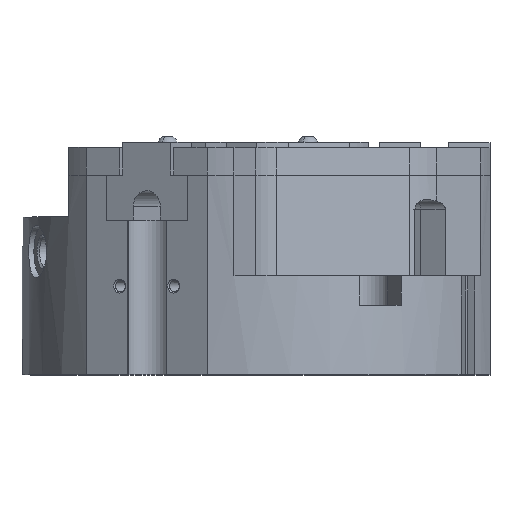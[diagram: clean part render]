
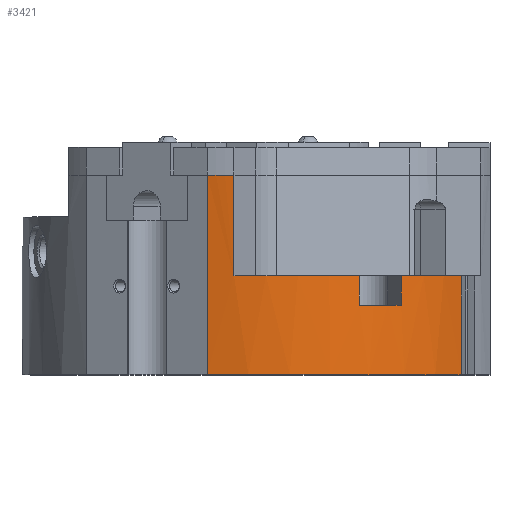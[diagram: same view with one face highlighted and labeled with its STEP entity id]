
A CAD part, top view. The second image highlights one B-rep face of the part: STEP entity #3421.
In plain terms, the highlighted cylindrical face has radius 69 mm (diameter 138 mm), a partial arc.
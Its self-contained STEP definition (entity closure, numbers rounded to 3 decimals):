
#2621 = VERTEX_POINT( '', #7354 );
#2793 = VERTEX_POINT( '', #7546 );
#2877 = EDGE_CURVE( '', #4747, #5885, #7645, .T. );
#3253 = VERTEX_POINT( '', #8065 );
#3307 = VERTEX_POINT( '', #8125 );
#3421 = ADVANCED_FACE( '', ( #8250 ), #8251, .T. );
#3525 = EDGE_CURVE( '', #4403, #3307, #8363, .T. );
#3809 = VERTEX_POINT( '', #8682 );
#3839 = EDGE_CURVE( '', #3809, #4747, #8715, .T. );
#3969 = VERTEX_POINT( '', #8856 );
#4137 = EDGE_CURVE( '', #3307, #3969, #9042, .T. );
#4155 = EDGE_CURVE( '', #3969, #3253, #9060, .T. );
#4403 = VERTEX_POINT( '', #9336 );
#4459 = EDGE_CURVE( '', #3253, #6571, #9396, .T. );
#4503 = EDGE_CURVE( '', #5885, #4403, #9443, .T. );
#4747 = VERTEX_POINT( '', #9709 );
#4967 = EDGE_CURVE( '', #6571, #2621, #9946, .T. );
#5267 = EDGE_CURVE( '', #2621, #2793, #10285, .T. );
#5885 = VERTEX_POINT( '', #10970 );
#6413 = EDGE_CURVE( '', #3809, #2793, #11554, .T. );
#6571 = VERTEX_POINT( '', #11726 );
#7354 = CARTESIAN_POINT( '', ( -7.826, 57.49, 68.555 ) );
#7546 = CARTESIAN_POINT( '', ( -15.572, 57.49, 67.22 ) );
#7645 = LINE( '', #13031, #13032 );
#8065 = CARTESIAN_POINT( '', ( 28.26, 28.5, 62.947 ) );
#8125 = CARTESIAN_POINT( '', ( 40.384, 20., 55.947 ) );
#8250 = FACE_OUTER_BOUND( '', #13871, .T. );
#8251 = CYLINDRICAL_SURFACE( '', #13872, 69. );
#8363 = LINE( '', #14075, #14076 );
#8682 = CARTESIAN_POINT( '', ( -15.572, 0., 67.22 ) );
#8715 = CIRCLE( '', #14594, 69. );
#8856 = CARTESIAN_POINT( '', ( 28.26, 20., 62.947 ) );
#9042 = CIRCLE( '', #15044, 69. );
#9060 = LINE( '', #15081, #15082 );
#9336 = CARTESIAN_POINT( '', ( 40.384, 28.5, 55.947 ) );
#9396 = CIRCLE( '', #15578, 69. );
#9443 = CIRCLE( '', #15649, 69. );
#9709 = CARTESIAN_POINT( '', ( 57.655, 0., 37.906 ) );
#9946 = LINE( '', #16368, #16369 );
#10285 = CIRCLE( '', #16841, 69. );
#10970 = CARTESIAN_POINT( '', ( 57.655, 28.5, 37.906 ) );
#11554 = LINE( '', #18742, #18743 );
#11726 = CARTESIAN_POINT( '', ( -7.826, 28.5, 68.555 ) );
#13031 = CARTESIAN_POINT( '', ( 57.655, 23.875, 37.906 ) );
#13032 = VECTOR( '', #20463, 1. );
#13871 = EDGE_LOOP( '', ( #21188, #21189, #21190, #21191, #21192, #21193, #21194, #21195, #21196, #21197 ) );
#13872 = AXIS2_PLACEMENT_3D( '', #21198, #21199, #21200 );
#14075 = CARTESIAN_POINT( '', ( 40.384, 24.25, 55.947 ) );
#14076 = VECTOR( '', #21320, 1. );
#14594 = AXIS2_PLACEMENT_3D( '', #21754, #21755, #21756 );
#15044 = AXIS2_PLACEMENT_3D( '', #22115, #22116, #22117 );
#15081 = CARTESIAN_POINT( '', ( 28.26, 24.25, 62.947 ) );
#15082 = VECTOR( '', #22120, 1. );
#15578 = AXIS2_PLACEMENT_3D( '', #22533, #22534, #22535 );
#15649 = AXIS2_PLACEMENT_3D( '', #22561, #22562, #22563 );
#16368 = CARTESIAN_POINT( '', ( -7.826, 47., 68.555 ) );
#16369 = VECTOR( '', #23083, 1. );
#16841 = AXIS2_PLACEMENT_3D( '', #23514, #23515, #23516 );
#18742 = CARTESIAN_POINT( '', ( -15.572, 0., 67.22 ) );
#18743 = VECTOR( '', #24974, 1. );
#20463 = DIRECTION( '', ( 0., 1., 0. ) );
#21188 = ORIENTED_EDGE( '', *, *, #2877, .T. );
#21189 = ORIENTED_EDGE( '', *, *, #4503, .T. );
#21190 = ORIENTED_EDGE( '', *, *, #3525, .T. );
#21191 = ORIENTED_EDGE( '', *, *, #4137, .T. );
#21192 = ORIENTED_EDGE( '', *, *, #4155, .T. );
#21193 = ORIENTED_EDGE( '', *, *, #4459, .T. );
#21194 = ORIENTED_EDGE( '', *, *, #4967, .T. );
#21195 = ORIENTED_EDGE( '', *, *, #5267, .T. );
#21196 = ORIENTED_EDGE( '', *, *, #6413, .F. );
#21197 = ORIENTED_EDGE( '', *, *, #3839, .T. );
#21198 = CARTESIAN_POINT( '', ( 0., 0., 0. ) );
#21199 = DIRECTION( '', ( 0., -1., 0. ) );
#21200 = DIRECTION( '', ( -0.226, 0., 0.974 ) );
#21320 = DIRECTION( '', ( 0., -1., 0. ) );
#21754 = CARTESIAN_POINT( '', ( 0., 0., 0. ) );
#21755 = DIRECTION( '', ( 0., 1., 0. ) );
#21756 = DIRECTION( '', ( -0.226, 0., 0.974 ) );
#22115 = CARTESIAN_POINT( '', ( 0., 20., 0. ) );
#22116 = DIRECTION( '', ( 0., -1., 0. ) );
#22117 = DIRECTION( '', ( -0.226, 0., 0.974 ) );
#22120 = DIRECTION( '', ( 0., 1., 0. ) );
#22533 = CARTESIAN_POINT( '', ( 0., 28.5, 0. ) );
#22534 = DIRECTION( '', ( 0., -1., 0. ) );
#22535 = DIRECTION( '', ( -0.226, 0., 0.974 ) );
#22561 = CARTESIAN_POINT( '', ( 0., 28.5, 0. ) );
#22562 = DIRECTION( '', ( 0., -1., 0. ) );
#22563 = DIRECTION( '', ( -0.226, 0., 0.974 ) );
#23083 = DIRECTION( '', ( 0., 1., 0. ) );
#23514 = CARTESIAN_POINT( '', ( 0., 57.49, 0. ) );
#23515 = DIRECTION( '', ( 0., -1., 0. ) );
#23516 = DIRECTION( '', ( -0.226, 0., 0.974 ) );
#24974 = DIRECTION( '', ( 0., 1., 0. ) );
